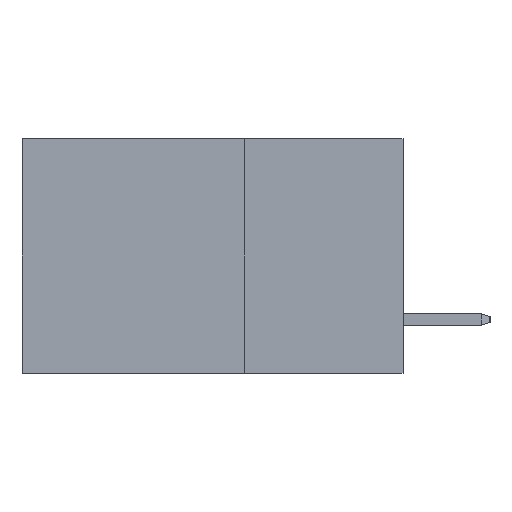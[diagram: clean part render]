
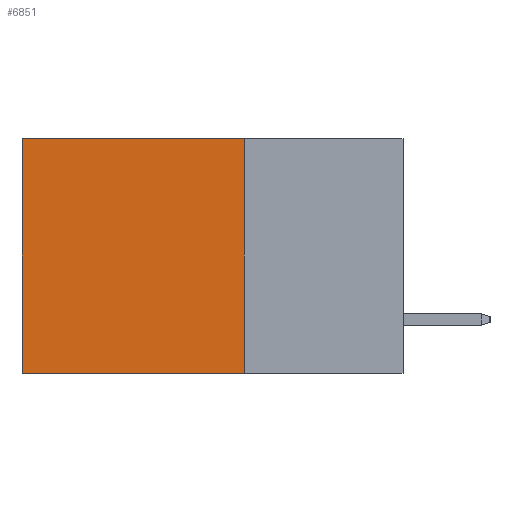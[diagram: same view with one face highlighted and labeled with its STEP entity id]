
A CAD part, left-side view. The second image highlights one B-rep face of the part: STEP entity #6851.
In plain terms, the highlighted planar face has unit normal (-1, 0, 0).
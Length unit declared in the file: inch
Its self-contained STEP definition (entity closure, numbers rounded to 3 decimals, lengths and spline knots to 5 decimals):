
#413 = EDGE_CURVE ( 'NONE', #3977, #5891, #878, .T. ) ;
#713 = VECTOR ( 'NONE', #7495, 39.37008 ) ;
#809 = ORIENTED_EDGE ( 'NONE', *, *, #413, .F. ) ;
#878 = LINE ( 'NONE', #2129, #713 ) ;
#1139 = FACE_OUTER_BOUND ( 'NONE', #6079, .T. ) ;
#1233 = VERTEX_POINT ( 'NONE', #10394 ) ;
#1529 = EDGE_CURVE ( 'NONE', #5891, #6649, #13240, .T. ) ;
#1780 = VECTOR ( 'NONE', #15430, 39.37008 ) ;
#2129 = CARTESIAN_POINT ( 'NONE',  ( 0.2875, 0.25, 0. ) ) ;
#2152 = EDGE_CURVE ( 'NONE', #3977, #1233, #12260, .T. ) ;
#2544 = CARTESIAN_POINT ( 'NONE',  ( 0.2875, 0.25, 0. ) ) ;
#3873 = ORIENTED_EDGE ( 'NONE', *, *, #10999, .T. ) ;
#3977 = VERTEX_POINT ( 'NONE', #8916 ) ;
#5891 = VERTEX_POINT ( 'NONE', #6375 ) ;
#6079 = EDGE_LOOP ( 'NONE', ( #3873, #15380, #809, #13725 ) ) ;
#6375 = CARTESIAN_POINT ( 'NONE',  ( 0.2875, 0.25, -0.37 ) ) ;
#6437 = DIRECTION ( 'NONE',  ( 0., 1., 0. ) ) ;
#6649 = VERTEX_POINT ( 'NONE', #12194 ) ;
#6777 = DIRECTION ( 'NONE',  ( 0., 1., 0. ) ) ;
#6851 = ADVANCED_FACE ( 'NONE', ( #1139 ), #15947, .F. ) ;
#7324 = LINE ( 'NONE', #11388, #1780 ) ;
#7495 = DIRECTION ( 'NONE',  ( 0., 0., -1. ) ) ;
#7984 = VECTOR ( 'NONE', #6437, 39.37008 ) ;
#8916 = CARTESIAN_POINT ( 'NONE',  ( 0.2875, 0.25, 0. ) ) ;
#9174 = DIRECTION ( 'NONE',  ( 1., 0., 0. ) ) ;
#9713 = CARTESIAN_POINT ( 'NONE',  ( 0.2875, 0.25, 0. ) ) ;
#10394 = CARTESIAN_POINT ( 'NONE',  ( 0.2875, 0.6, 0. ) ) ;
#10999 = EDGE_CURVE ( 'NONE', #1233, #6649, #7324, .T. ) ;
#11388 = CARTESIAN_POINT ( 'NONE',  ( 0.2875, 0.6, 0. ) ) ;
#11403 = VECTOR ( 'NONE', #6777, 39.37008 ) ;
#11510 = AXIS2_PLACEMENT_3D ( 'NONE', #2544, #9174, #11902 ) ;
#11902 = DIRECTION ( 'NONE',  ( 0., 0., -1. ) ) ;
#12194 = CARTESIAN_POINT ( 'NONE',  ( 0.2875, 0.6, -0.37 ) ) ;
#12260 = LINE ( 'NONE', #9713, #11403 ) ;
#13240 = LINE ( 'NONE', #15961, #7984 ) ;
#13725 = ORIENTED_EDGE ( 'NONE', *, *, #2152, .T. ) ;
#15380 = ORIENTED_EDGE ( 'NONE', *, *, #1529, .F. ) ;
#15430 = DIRECTION ( 'NONE',  ( 0., 0., -1. ) ) ;
#15947 = PLANE ( 'NONE',  #11510 ) ;
#15961 = CARTESIAN_POINT ( 'NONE',  ( 0.2875, 0.25, -0.37 ) ) ;
